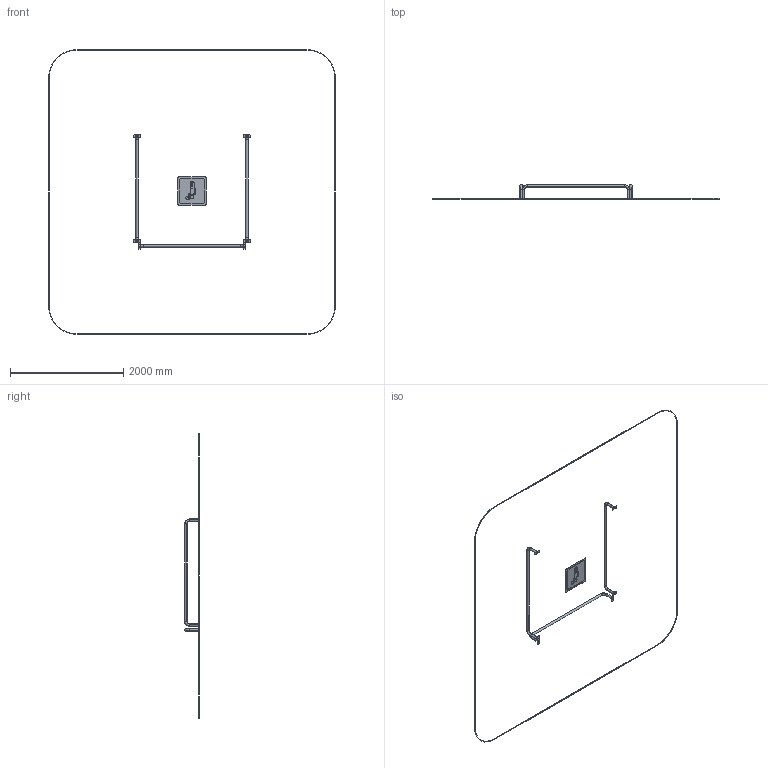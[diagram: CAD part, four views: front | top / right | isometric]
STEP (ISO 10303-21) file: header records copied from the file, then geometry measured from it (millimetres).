
FILE_DESCRIPTION(('STEP AP214'), '1');
FILE_NAME('ﾃﾒﾎ-05', '', ('UNSPECIFIED'), ('UNSPECIFIED'), 'C3D Converter', 'C3D Toolkit', '');
FILE_SCHEMA(('AUTOMOTIVE_DESIGN { 1 0 10303 214 3 1 1}'));
Length unit declared in the file: millimetre
Products named in the file (5): ГТО-05-00.00.00; СО-104.01.00.00.1023
Assembly tree (7 placements, depth 3):
  ГТО-05-00.00.00
    СО-104.01.00.00.1023  x3
      (unnamed)
      (unnamed)
    (unnamed)
Bounding box: 5053.2 x 256.75 x 5018.2 mm (x, y, z)
Volume: 5065602.3 mm3; surface area: 3023537 mm2
Topology: 20 solids, 20 shells, 222 faces, 522 edges, 340 vertices
Faces by surface type: plane 124, cylinder 82, torus 12, extrusion 4
Full cylindrical faces by diameter (mm): 35.9 x9, 42.3 x9, 60 x2
Entity records: 5911 total; most frequent: CARTESIAN_POINT 942, DIRECTION 746, ORIENTED_EDGE 692, EDGE_CURVE 346, AXIS2_PLACEMENT_3D 252, VECTOR 242, LINE 238, VERTEX_POINT 236
